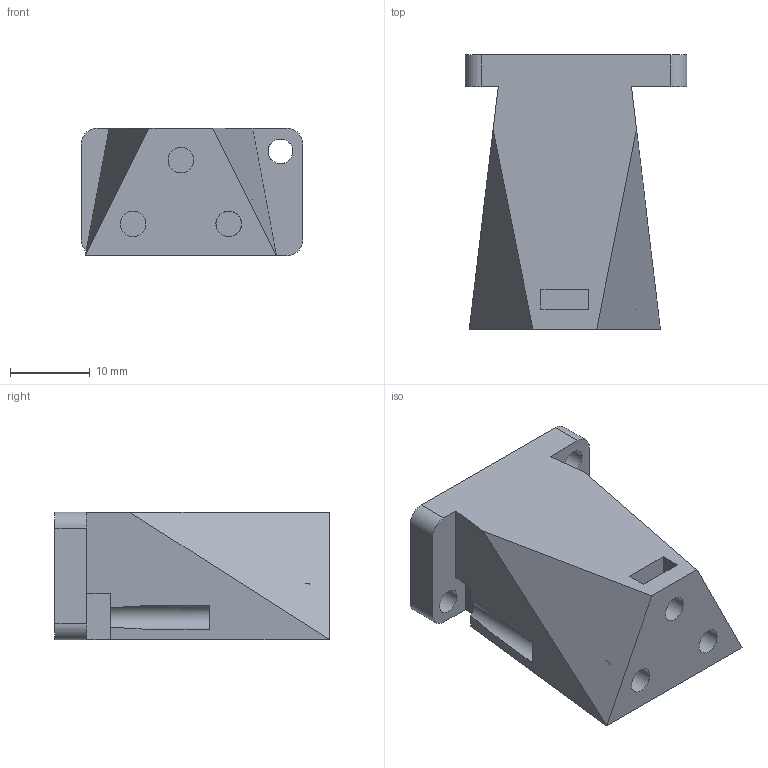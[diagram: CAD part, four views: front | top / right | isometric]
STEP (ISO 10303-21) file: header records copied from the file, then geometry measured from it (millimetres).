
FILE_DESCRIPTION(/* description */ (''),/* implementation_level */ '2;1');
FILE_NAME(/* name */ 'z_rod_holder_right.step',/* time_stamp */ '2016-03-01T13:46:35+01:00',/* author */ (''),/* organization */ (''),/* preprocessor_version */ 'ST-DEVELOPER v16.2',/* originating_system */ 'Autodesk Translation Framework v4.3.0.3010',/* authorisation */ '');
FILE_SCHEMA (('AUTOMOTIVE_DESIGN { 1 0 10303 214 3 1 1 }'));
Length unit declared in the file: centimetre
Products named in the file (1): z_rod_holder_right v2
Bounding box: 27.8 x 34.42 x 16 mm (x, y, z)
Volume: 8683 mm3; surface area: 4458.6 mm2
Topology: 1 solids, 1 shells, 55 faces, 148 edges, 102 vertices
Faces by surface type: plane 39, cylinder 16
Full cylindrical faces by diameter (mm): 3.1 x3, 3.2 x6, 10 x1
Entity records: 1653 total; most frequent: DIRECTION 276, CARTESIAN_POINT 276, ORIENTED_EDGE 256, EDGE_CURVE 128, LINE 92, VECTOR 92, VERTEX_POINT 92, AXIS2_PLACEMENT_3D 92
